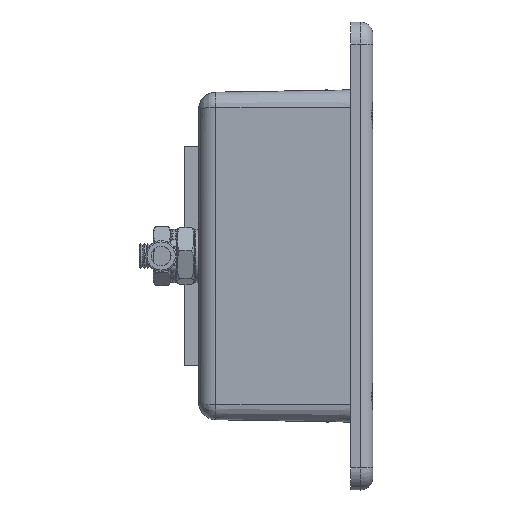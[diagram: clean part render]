
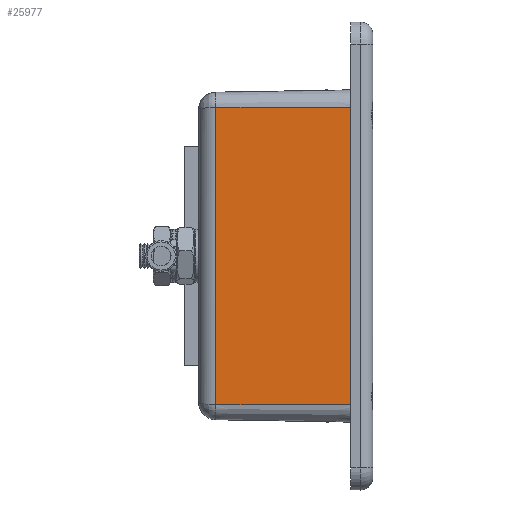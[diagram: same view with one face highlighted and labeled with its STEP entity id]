
A CAD part, left-side view. The second image highlights one B-rep face of the part: STEP entity #25977.
In plain terms, the highlighted planar face has unit normal (-1, 0.018, 0).
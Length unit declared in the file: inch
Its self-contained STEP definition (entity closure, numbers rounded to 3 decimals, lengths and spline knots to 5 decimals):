
#2360 = FACE_OUTER_BOUND ( 'NONE', #44201, .T. ) ;
#5399 = EDGE_CURVE ( 'NONE', #31944, #43581, #8457, .T. ) ;
#6923 = VERTEX_POINT ( 'NONE', #9129 ) ;
#7489 = ORIENTED_EDGE ( 'NONE', *, *, #35305, .F. ) ;
#8457 = LINE ( 'NONE', #35235, #27918 ) ;
#8645 = DIRECTION ( 'NONE',  ( 0., 0., 1. ) ) ;
#9129 = CARTESIAN_POINT ( 'NONE',  ( -2.16844, 0.95718, -1.056 ) ) ;
#9780 = CARTESIAN_POINT ( 'NONE',  ( -2.18515, 0., -1.056 ) ) ;
#10667 = LINE ( 'NONE', #9780, #30101 ) ;
#10669 = CARTESIAN_POINT ( 'NONE',  ( -2.18515, 0., -1.056 ) ) ;
#10803 = DIRECTION ( 'NONE',  ( 0., 0., -1. ) ) ;
#11203 = VECTOR ( 'NONE', #10803, 39.37008 ) ;
#14305 = PLANE ( 'NONE',  #19471 ) ;
#19411 = DIRECTION ( 'NONE',  ( -0.017, -1., 0. ) ) ;
#19471 = AXIS2_PLACEMENT_3D ( 'NONE', #10669, #31351, #20750 ) ;
#20171 = EDGE_CURVE ( 'NONE', #6923, #31944, #10667, .T. ) ;
#20750 = DIRECTION ( 'NONE',  ( -0.017, -1., 0. ) ) ;
#22497 = ORIENTED_EDGE ( 'NONE', *, *, #27697, .T. ) ;
#23186 = CARTESIAN_POINT ( 'NONE',  ( -2.18515, 0., 1.0561 ) ) ;
#25202 = LINE ( 'NONE', #31497, #11203 ) ;
#25977 = ADVANCED_FACE ( 'NONE', ( #2360 ), #14305, .T. ) ;
#26688 = VERTEX_POINT ( 'NONE', #38379 ) ;
#26836 = CARTESIAN_POINT ( 'NONE',  ( -2.18515, 0., 1.0561 ) ) ;
#26993 = VECTOR ( 'NONE', #19411, 39.37008 ) ;
#27697 = EDGE_CURVE ( 'NONE', #26688, #6923, #25202, .T. ) ;
#27918 = VECTOR ( 'NONE', #8645, 39.37008 ) ;
#28249 = ORIENTED_EDGE ( 'NONE', *, *, #5399, .T. ) ;
#30101 = VECTOR ( 'NONE', #33646, 39.37008 ) ;
#31351 = DIRECTION ( 'NONE',  ( -1., 0.017, 0. ) ) ;
#31497 = CARTESIAN_POINT ( 'NONE',  ( -2.16844, 0.95718, -1.056 ) ) ;
#31944 = VERTEX_POINT ( 'NONE', #40167 ) ;
#33646 = DIRECTION ( 'NONE',  ( -0.017, -1., 0. ) ) ;
#35235 = CARTESIAN_POINT ( 'NONE',  ( -2.18515, 0., -1.056 ) ) ;
#35305 = EDGE_CURVE ( 'NONE', #26688, #43581, #39991, .T. ) ;
#38379 = CARTESIAN_POINT ( 'NONE',  ( -2.16844, 0.95718, 1.0561 ) ) ;
#39991 = LINE ( 'NONE', #26836, #26993 ) ;
#40167 = CARTESIAN_POINT ( 'NONE',  ( -2.18515, 0., -1.056 ) ) ;
#41090 = ORIENTED_EDGE ( 'NONE', *, *, #20171, .T. ) ;
#43581 = VERTEX_POINT ( 'NONE', #23186 ) ;
#44201 = EDGE_LOOP ( 'NONE', ( #7489, #22497, #41090, #28249 ) ) ;
